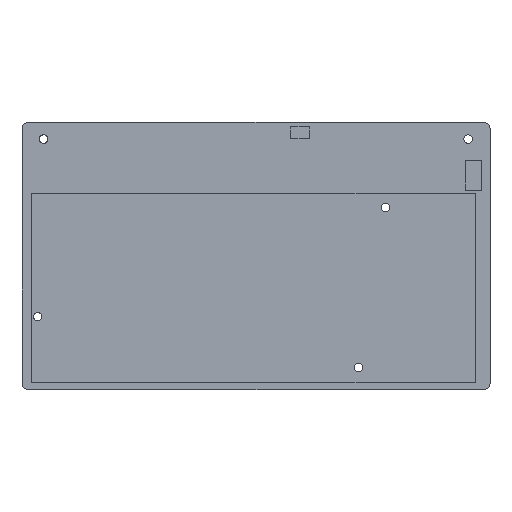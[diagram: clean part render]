
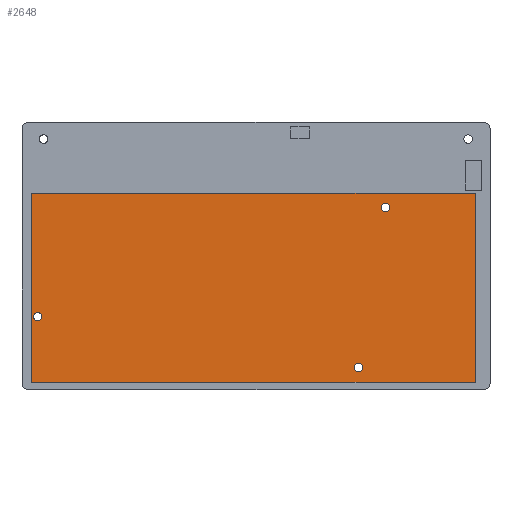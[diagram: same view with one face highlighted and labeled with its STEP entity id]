
A CAD part, top view. The second image highlights one B-rep face of the part: STEP entity #2648.
In plain terms, the highlighted planar face has unit normal (0, 0, 1).
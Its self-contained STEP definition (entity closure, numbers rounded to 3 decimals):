
#762 = PLANE('',#763);
#763 = AXIS2_PLACEMENT_3D('',#764,#765,#766);
#764 = CARTESIAN_POINT('',(6.97,5.421,6.5));
#765 = DIRECTION('',(0.,-1.,0.));
#766 = DIRECTION('',(1.,0.,0.));
#790 = PLANE('',#791);
#791 = AXIS2_PLACEMENT_3D('',#792,#793,#794);
#792 = CARTESIAN_POINT('',(6.97,146.921,6.5));
#793 = DIRECTION('',(-1.,0.,0.));
#794 = DIRECTION('',(0.,-1.,0.));
#818 = PLANE('',#819);
#819 = AXIS2_PLACEMENT_3D('',#820,#821,#822);
#820 = CARTESIAN_POINT('',(338.97,146.921,6.5));
#821 = DIRECTION('',(0.,1.,0.));
#822 = DIRECTION('',(-1.,0.,0.));
#844 = PLANE('',#845);
#845 = AXIS2_PLACEMENT_3D('',#846,#847,#848);
#846 = CARTESIAN_POINT('',(338.97,5.421,6.5));
#847 = DIRECTION('',(1.,0.,0.));
#848 = DIRECTION('',(0.,1.,0.));
#1419 = CYLINDRICAL_SURFACE('',#1420,3.2);
#1420 = AXIS2_PLACEMENT_3D('',#1421,#1422,#1423);
#1421 = CARTESIAN_POINT('',(11.755,54.59,1.4));
#1422 = DIRECTION('',(0.,0.,1.));
#1423 = DIRECTION('',(-1.,0.,0.));
#1474 = CYLINDRICAL_SURFACE('',#1475,3.2);
#1475 = AXIS2_PLACEMENT_3D('',#1476,#1477,#1478);
#1476 = CARTESIAN_POINT('',(251.61,16.478,1.4));
#1477 = DIRECTION('',(0.,0.,1.));
#1478 = DIRECTION('',(-1.,0.,0.));
#1579 = CYLINDRICAL_SURFACE('',#1580,3.2);
#1580 = AXIS2_PLACEMENT_3D('',#1581,#1582,#1583);
#1581 = CARTESIAN_POINT('',(271.724,136.366,1.4));
#1582 = DIRECTION('',(0.,0.,1.));
#1583 = DIRECTION('',(-1.,0.,0.));
#1646 = VERTEX_POINT('',#1647);
#1647 = CARTESIAN_POINT('',(6.97,5.421,3.));
#1668 = EDGE_CURVE('',#1646,#1669,#1671,.T.);
#1669 = VERTEX_POINT('',#1670);
#1670 = CARTESIAN_POINT('',(338.97,5.421,3.));
#1671 = SURFACE_CURVE('',#1672,(#1676,#1683),.PCURVE_S1.);
#1672 = LINE('',#1673,#1674);
#1673 = CARTESIAN_POINT('',(6.97,5.421,3.));
#1674 = VECTOR('',#1675,1.);
#1675 = DIRECTION('',(1.,0.,0.));
#1676 = PCURVE('',#762,#1677);
#1677 = DEFINITIONAL_REPRESENTATION('',(#1678),#1682);
#1678 = LINE('',#1679,#1680);
#1679 = CARTESIAN_POINT('',(0.,-3.5));
#1680 = VECTOR('',#1681,1.);
#1681 = DIRECTION('',(1.,0.));
#1682 = ( GEOMETRIC_REPRESENTATION_CONTEXT(2) 
PARAMETRIC_REPRESENTATION_CONTEXT() REPRESENTATION_CONTEXT('2D SPACE',''
  ) );
#1683 = PCURVE('',#1684,#1689);
#1684 = PLANE('',#1685);
#1685 = AXIS2_PLACEMENT_3D('',#1686,#1687,#1688);
#1686 = CARTESIAN_POINT('',(185.117,86.691,3.));
#1687 = DIRECTION('',(0.,0.,1.));
#1688 = DIRECTION('',(0.,1.,0.));
#1689 = DEFINITIONAL_REPRESENTATION('',(#1690),#1694);
#1690 = LINE('',#1691,#1692);
#1691 = CARTESIAN_POINT('',(-81.27,178.146));
#1692 = VECTOR('',#1693,1.);
#1693 = DIRECTION('',(0.,-1.));
#1694 = ( GEOMETRIC_REPRESENTATION_CONTEXT(2) 
PARAMETRIC_REPRESENTATION_CONTEXT() REPRESENTATION_CONTEXT('2D SPACE',''
  ) );
#1722 = VERTEX_POINT('',#1723);
#1723 = CARTESIAN_POINT('',(6.97,146.921,3.));
#1744 = EDGE_CURVE('',#1722,#1646,#1745,.T.);
#1745 = SURFACE_CURVE('',#1746,(#1750,#1757),.PCURVE_S1.);
#1746 = LINE('',#1747,#1748);
#1747 = CARTESIAN_POINT('',(6.97,146.921,3.));
#1748 = VECTOR('',#1749,1.);
#1749 = DIRECTION('',(0.,-1.,0.));
#1750 = PCURVE('',#790,#1751);
#1751 = DEFINITIONAL_REPRESENTATION('',(#1752),#1756);
#1752 = LINE('',#1753,#1754);
#1753 = CARTESIAN_POINT('',(-0.,-3.5));
#1754 = VECTOR('',#1755,1.);
#1755 = DIRECTION('',(1.,0.));
#1756 = ( GEOMETRIC_REPRESENTATION_CONTEXT(2) 
PARAMETRIC_REPRESENTATION_CONTEXT() REPRESENTATION_CONTEXT('2D SPACE',''
  ) );
#1757 = PCURVE('',#1684,#1758);
#1758 = DEFINITIONAL_REPRESENTATION('',(#1759),#1763);
#1759 = LINE('',#1760,#1761);
#1760 = CARTESIAN_POINT('',(60.23,178.146));
#1761 = VECTOR('',#1762,1.);
#1762 = DIRECTION('',(-1.,0.));
#1763 = ( GEOMETRIC_REPRESENTATION_CONTEXT(2) 
PARAMETRIC_REPRESENTATION_CONTEXT() REPRESENTATION_CONTEXT('2D SPACE',''
  ) );
#1771 = EDGE_CURVE('',#1669,#1772,#1774,.T.);
#1772 = VERTEX_POINT('',#1773);
#1773 = CARTESIAN_POINT('',(338.97,146.921,3.));
#1774 = SURFACE_CURVE('',#1775,(#1779,#1786),.PCURVE_S1.);
#1775 = LINE('',#1776,#1777);
#1776 = CARTESIAN_POINT('',(338.97,5.421,3.));
#1777 = VECTOR('',#1778,1.);
#1778 = DIRECTION('',(0.,1.,0.));
#1779 = PCURVE('',#844,#1780);
#1780 = DEFINITIONAL_REPRESENTATION('',(#1781),#1785);
#1781 = LINE('',#1782,#1783);
#1782 = CARTESIAN_POINT('',(0.,-3.5));
#1783 = VECTOR('',#1784,1.);
#1784 = DIRECTION('',(1.,0.));
#1785 = ( GEOMETRIC_REPRESENTATION_CONTEXT(2) 
PARAMETRIC_REPRESENTATION_CONTEXT() REPRESENTATION_CONTEXT('2D SPACE',''
  ) );
#1786 = PCURVE('',#1684,#1787);
#1787 = DEFINITIONAL_REPRESENTATION('',(#1788),#1792);
#1788 = LINE('',#1789,#1790);
#1789 = CARTESIAN_POINT('',(-81.27,-153.854));
#1790 = VECTOR('',#1791,1.);
#1791 = DIRECTION('',(1.,0.));
#1792 = ( GEOMETRIC_REPRESENTATION_CONTEXT(2) 
PARAMETRIC_REPRESENTATION_CONTEXT() REPRESENTATION_CONTEXT('2D SPACE',''
  ) );
#1820 = EDGE_CURVE('',#1772,#1722,#1821,.T.);
#1821 = SURFACE_CURVE('',#1822,(#1826,#1833),.PCURVE_S1.);
#1822 = LINE('',#1823,#1824);
#1823 = CARTESIAN_POINT('',(338.97,146.921,3.));
#1824 = VECTOR('',#1825,1.);
#1825 = DIRECTION('',(-1.,0.,0.));
#1826 = PCURVE('',#818,#1827);
#1827 = DEFINITIONAL_REPRESENTATION('',(#1828),#1832);
#1828 = LINE('',#1829,#1830);
#1829 = CARTESIAN_POINT('',(0.,-3.5));
#1830 = VECTOR('',#1831,1.);
#1831 = DIRECTION('',(1.,0.));
#1832 = ( GEOMETRIC_REPRESENTATION_CONTEXT(2) 
PARAMETRIC_REPRESENTATION_CONTEXT() REPRESENTATION_CONTEXT('2D SPACE',''
  ) );
#1833 = PCURVE('',#1684,#1834);
#1834 = DEFINITIONAL_REPRESENTATION('',(#1835),#1839);
#1835 = LINE('',#1836,#1837);
#1836 = CARTESIAN_POINT('',(60.23,-153.854));
#1837 = VECTOR('',#1838,1.);
#1838 = DIRECTION('',(0.,1.));
#1839 = ( GEOMETRIC_REPRESENTATION_CONTEXT(2) 
PARAMETRIC_REPRESENTATION_CONTEXT() REPRESENTATION_CONTEXT('2D SPACE',''
  ) );
#2503 = VERTEX_POINT('',#2504);
#2504 = CARTESIAN_POINT('',(8.555,54.59,3.));
#2527 = EDGE_CURVE('',#2503,#2503,#2528,.T.);
#2528 = SURFACE_CURVE('',#2529,(#2534,#2541),.PCURVE_S1.);
#2529 = CIRCLE('',#2530,3.2);
#2530 = AXIS2_PLACEMENT_3D('',#2531,#2532,#2533);
#2531 = CARTESIAN_POINT('',(11.755,54.59,3.));
#2532 = DIRECTION('',(0.,0.,1.));
#2533 = DIRECTION('',(-1.,0.,0.));
#2534 = PCURVE('',#1419,#2535);
#2535 = DEFINITIONAL_REPRESENTATION('',(#2536),#2540);
#2536 = LINE('',#2537,#2538);
#2537 = CARTESIAN_POINT('',(-6.283,1.6));
#2538 = VECTOR('',#2539,1.);
#2539 = DIRECTION('',(1.,-0.));
#2540 = ( GEOMETRIC_REPRESENTATION_CONTEXT(2) 
PARAMETRIC_REPRESENTATION_CONTEXT() REPRESENTATION_CONTEXT('2D SPACE',''
  ) );
#2541 = PCURVE('',#1684,#2542);
#2542 = DEFINITIONAL_REPRESENTATION('',(#2543),#2547);
#2543 = CIRCLE('',#2544,3.2);
#2544 = AXIS2_PLACEMENT_2D('',#2545,#2546);
#2545 = CARTESIAN_POINT('',(-32.101,173.362));
#2546 = DIRECTION('',(0.,1.));
#2547 = ( GEOMETRIC_REPRESENTATION_CONTEXT(2) 
PARAMETRIC_REPRESENTATION_CONTEXT() REPRESENTATION_CONTEXT('2D SPACE',''
  ) );
#2553 = VERTEX_POINT('',#2554);
#2554 = CARTESIAN_POINT('',(248.41,16.478,3.));
#2577 = EDGE_CURVE('',#2553,#2553,#2578,.T.);
#2578 = SURFACE_CURVE('',#2579,(#2584,#2591),.PCURVE_S1.);
#2579 = CIRCLE('',#2580,3.2);
#2580 = AXIS2_PLACEMENT_3D('',#2581,#2582,#2583);
#2581 = CARTESIAN_POINT('',(251.61,16.478,3.));
#2582 = DIRECTION('',(0.,0.,1.));
#2583 = DIRECTION('',(-1.,0.,0.));
#2584 = PCURVE('',#1474,#2585);
#2585 = DEFINITIONAL_REPRESENTATION('',(#2586),#2590);
#2586 = LINE('',#2587,#2588);
#2587 = CARTESIAN_POINT('',(-6.283,1.6));
#2588 = VECTOR('',#2589,1.);
#2589 = DIRECTION('',(1.,-0.));
#2590 = ( GEOMETRIC_REPRESENTATION_CONTEXT(2) 
PARAMETRIC_REPRESENTATION_CONTEXT() REPRESENTATION_CONTEXT('2D SPACE',''
  ) );
#2591 = PCURVE('',#1684,#2592);
#2592 = DEFINITIONAL_REPRESENTATION('',(#2593),#2597);
#2593 = CIRCLE('',#2594,3.2);
#2594 = AXIS2_PLACEMENT_2D('',#2595,#2596);
#2595 = CARTESIAN_POINT('',(-70.213,-66.493));
#2596 = DIRECTION('',(0.,1.));
#2597 = ( GEOMETRIC_REPRESENTATION_CONTEXT(2) 
PARAMETRIC_REPRESENTATION_CONTEXT() REPRESENTATION_CONTEXT('2D SPACE',''
  ) );
#2603 = VERTEX_POINT('',#2604);
#2604 = CARTESIAN_POINT('',(268.524,136.366,3.));
#2627 = EDGE_CURVE('',#2603,#2603,#2628,.T.);
#2628 = SURFACE_CURVE('',#2629,(#2634,#2641),.PCURVE_S1.);
#2629 = CIRCLE('',#2630,3.2);
#2630 = AXIS2_PLACEMENT_3D('',#2631,#2632,#2633);
#2631 = CARTESIAN_POINT('',(271.724,136.366,3.));
#2632 = DIRECTION('',(0.,0.,1.));
#2633 = DIRECTION('',(-1.,0.,0.));
#2634 = PCURVE('',#1579,#2635);
#2635 = DEFINITIONAL_REPRESENTATION('',(#2636),#2640);
#2636 = LINE('',#2637,#2638);
#2637 = CARTESIAN_POINT('',(-6.283,1.6));
#2638 = VECTOR('',#2639,1.);
#2639 = DIRECTION('',(1.,-0.));
#2640 = ( GEOMETRIC_REPRESENTATION_CONTEXT(2) 
PARAMETRIC_REPRESENTATION_CONTEXT() REPRESENTATION_CONTEXT('2D SPACE',''
  ) );
#2641 = PCURVE('',#1684,#2642);
#2642 = DEFINITIONAL_REPRESENTATION('',(#2643),#2647);
#2643 = CIRCLE('',#2644,3.2);
#2644 = AXIS2_PLACEMENT_2D('',#2645,#2646);
#2645 = CARTESIAN_POINT('',(49.675,-86.607));
#2646 = DIRECTION('',(0.,1.));
#2647 = ( GEOMETRIC_REPRESENTATION_CONTEXT(2) 
PARAMETRIC_REPRESENTATION_CONTEXT() REPRESENTATION_CONTEXT('2D SPACE',''
  ) );
#2648 = ADVANCED_FACE('',(#2649,#2655,#2658,#2661),#1684,.T.);
#2649 = FACE_BOUND('',#2650,.T.);
#2650 = EDGE_LOOP('',(#2651,#2652,#2653,#2654));
#2651 = ORIENTED_EDGE('',*,*,#1668,.T.);
#2652 = ORIENTED_EDGE('',*,*,#1771,.T.);
#2653 = ORIENTED_EDGE('',*,*,#1820,.T.);
#2654 = ORIENTED_EDGE('',*,*,#1744,.T.);
#2655 = FACE_BOUND('',#2656,.T.);
#2656 = EDGE_LOOP('',(#2657));
#2657 = ORIENTED_EDGE('',*,*,#2577,.F.);
#2658 = FACE_BOUND('',#2659,.T.);
#2659 = EDGE_LOOP('',(#2660));
#2660 = ORIENTED_EDGE('',*,*,#2627,.F.);
#2661 = FACE_BOUND('',#2662,.T.);
#2662 = EDGE_LOOP('',(#2663));
#2663 = ORIENTED_EDGE('',*,*,#2527,.F.);
